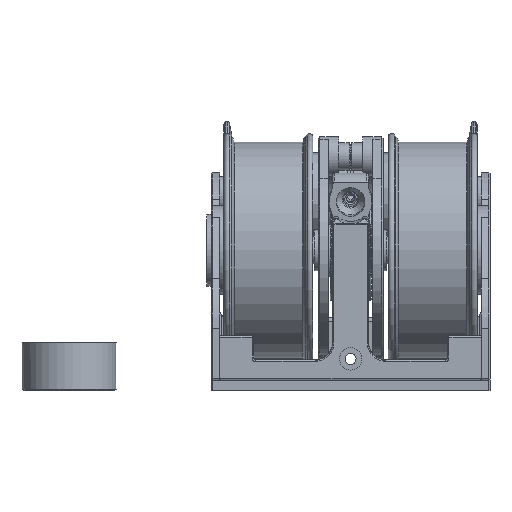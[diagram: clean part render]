
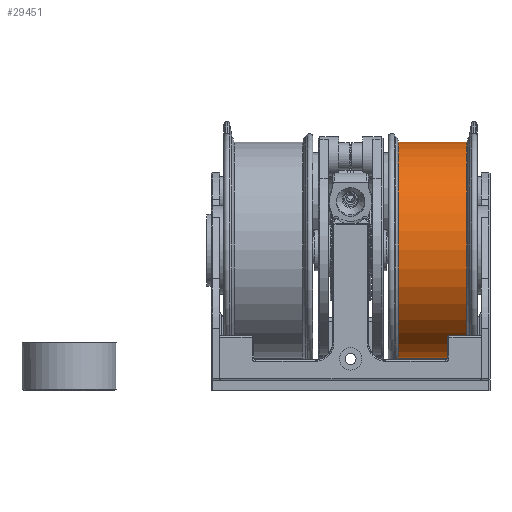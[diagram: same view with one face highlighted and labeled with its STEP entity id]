
A CAD part, front view. The second image highlights one B-rep face of the part: STEP entity #29451.
In plain terms, the highlighted cylindrical face has radius 31.625 mm (diameter 63.25 mm), a full revolution.
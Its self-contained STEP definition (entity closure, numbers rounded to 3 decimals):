
#1942=LINE('',#43027,#4425);
#4425=VECTOR('',#34845,31.625);
#6720=CYLINDRICAL_SURFACE('',#31577,31.625);
#7319=FACE_OUTER_BOUND('',#9136,.T.);
#9136=EDGE_LOOP('',(#20135,#20136,#20137,#20138));
#11044=CIRCLE('',#31575,31.625);
#11046=CIRCLE('',#31578,31.625);
#12369=VERTEX_POINT('',#43021);
#12370=VERTEX_POINT('',#43025);
#15299=EDGE_CURVE('',#12369,#12369,#11044,.T.);
#15301=EDGE_CURVE('',#12370,#12370,#11046,.T.);
#15302=EDGE_CURVE('',#12370,#12369,#1942,.T.);
#20135=ORIENTED_EDGE('',*,*,#15301,.F.);
#20136=ORIENTED_EDGE('',*,*,#15302,.T.);
#20137=ORIENTED_EDGE('',*,*,#15299,.T.);
#20138=ORIENTED_EDGE('',*,*,#15302,.F.);
#29451=ADVANCED_FACE('',(#7319),#6720,.T.);
#31575=AXIS2_PLACEMENT_3D('',#43022,#34837,#34838);
#31577=AXIS2_PLACEMENT_3D('',#43024,#34841,#34842);
#31578=AXIS2_PLACEMENT_3D('',#43026,#34843,#34844);
#34837=DIRECTION('center_axis',(-1.,0.,0.));
#34838=DIRECTION('ref_axis',(0.,0.,1.));
#34841=DIRECTION('center_axis',(-1.,0.,0.));
#34842=DIRECTION('ref_axis',(0.,0.,1.));
#34843=DIRECTION('center_axis',(-1.,0.,0.));
#34844=DIRECTION('ref_axis',(0.,0.,1.));
#34845=DIRECTION('',(1.,0.,0.));
#43021=CARTESIAN_POINT('',(34.023,0.,-31.625));
#43022=CARTESIAN_POINT('Origin',(34.023,0.,0.));
#43024=CARTESIAN_POINT('Origin',(24.,0.,0.));
#43025=CARTESIAN_POINT('',(13.977,0.,-31.625));
#43026=CARTESIAN_POINT('Origin',(13.977,0.,0.));
#43027=CARTESIAN_POINT('',(24.,0.,-31.625));
